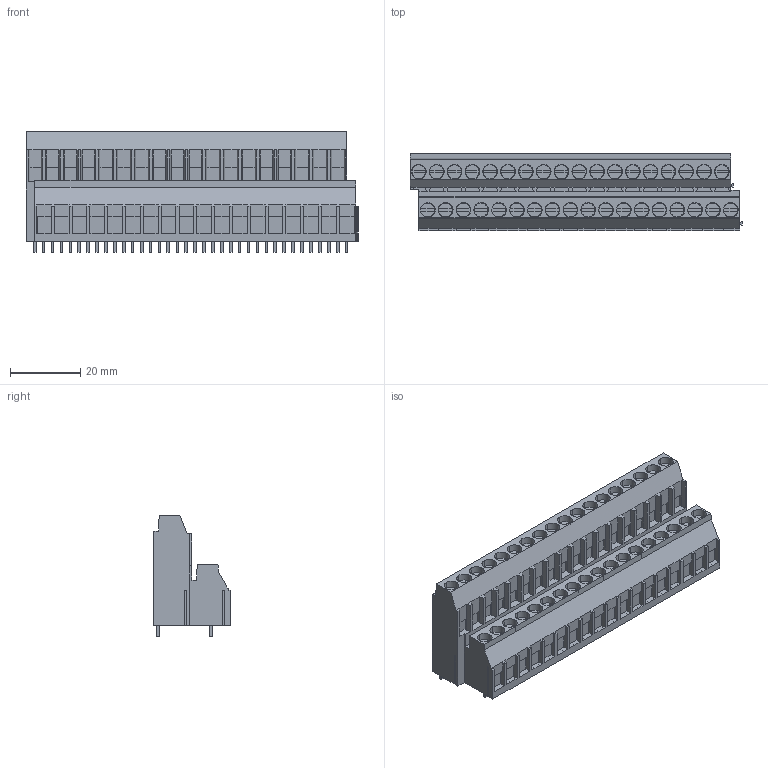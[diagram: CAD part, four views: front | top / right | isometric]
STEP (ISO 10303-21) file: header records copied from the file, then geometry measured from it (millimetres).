
FILE_DESCRIPTION(('CATIA V5 STEP','CAx-IF Rec.Pracs.--- Model Styling and Organization---1.4--- 2014-01-23'),'2;1');
FILE_NAME ('D1460980_1', '2024-03-18T12:50:36+00:00', ('none'), ('Weidmueller'), 'CATIA Version 5-6 Release 2016 SP3 HF44', 'CATIA V5 STEP AP214', 'none');
FILE_SCHEMA(('AUTOMOTIVE_DESIGN { 1 0 10303 214 1 1 1 1 }'));
Products named in the file (1): 1977620000
Bounding box: 94.63 x 21.94 x 34.47 mm (x, y, z)
Volume: 38947.6 mm3; surface area: 18499.5 mm2
Topology: 73 solids, 73 shells, 1996 faces, 5736 edges, 3923 vertices
Faces by surface type: plane 1852, cylinder 144
Entity records: 59442 total; most frequent: ORIENTED_EDGE 11472, CARTESIAN_POINT 11425, DIRECTION 7415, EDGE_CURVE 5736, VECTOR 5061, LINE 5061, VERTEX_POINT 3923, EDGE_LOOP 2033
